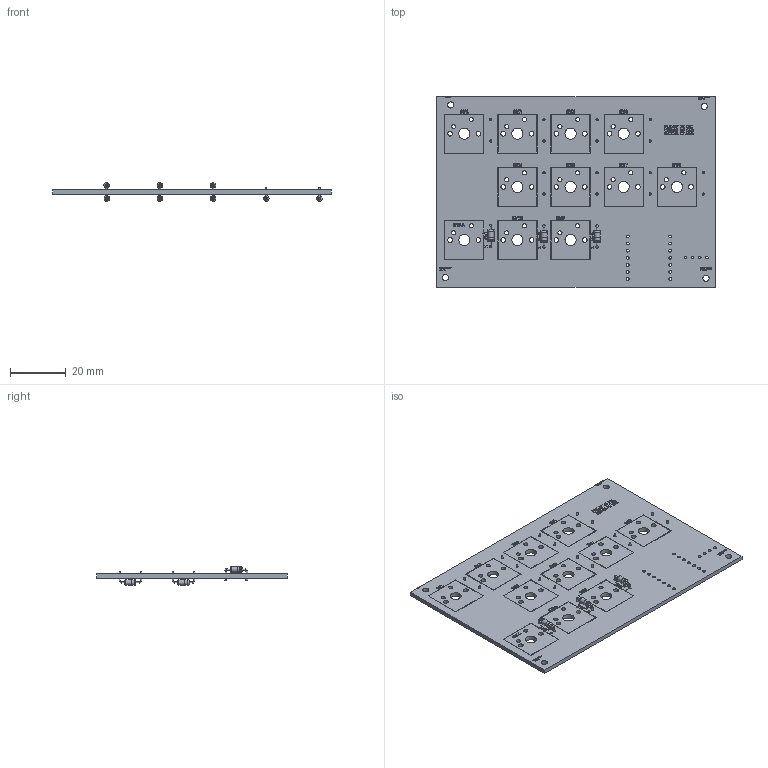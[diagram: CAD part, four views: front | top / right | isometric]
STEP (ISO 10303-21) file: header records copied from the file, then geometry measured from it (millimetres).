
FILE_DESCRIPTION(('KiCad electronic assembly'),'2;1');
FILE_NAME('HackPadPCB.step','2026-01-30T20:16:12',('Pcbnew'),('Kicad'), 'Open CASCADE STEP processor 7.9','KiCad to STEP converter','Unknown' );
FILE_SCHEMA(('AUTOMOTIVE_DESIGN { 1 0 10303 214 1 1 1 1 }'));
Length unit declared in the file: millimetre
Products named in the file (5): HackPadPCB 1; D_DO-35_SOD27_P7.62mm_Horizontal; CyberPunk Sapptek KeyBoad design_silkscreen; CyberPunk Sapptek KeyBoad design_PCB
Assembly tree (14 placements, depth 2):
  HackPadPCB 1
    D_DO-35_SOD27_P7.62mm_Horizontal  x11
    CyberPunk Sapptek KeyBoad design_silkscreen
    CyberPunk Sapptek KeyBoad design_silkscreen
    CyberPunk Sapptek KeyBoad design_PCB
Bounding box: 99.9 x 68.4 x 6.7 mm (x, y, z)
Volume: 10081.6 mm3; surface area: 15179.7 mm2
Topology: 23 solids, 206 shells, 464 faces, 4258 edges, 4043 vertices
Faces by surface type: plane 255, cylinder 165, torus 44
Full cylindrical faces by diameter (mm): 0.5 x33, 0.8 x22, 1 x18, 1.5 x22, 1.7 x22, 2 x22, 2.02 x11, 2.2 x4, 4 x11
Entity records: 38516 total; most frequent: CARTESIAN_POINT 8234, DIRECTION 5620, ORIENTED_EDGE 4347, EDGE_CURVE 4014, VERTEX_POINT 3901, LINE 3046, VECTOR 3046, AXIS2_PLACEMENT_3D 1287
